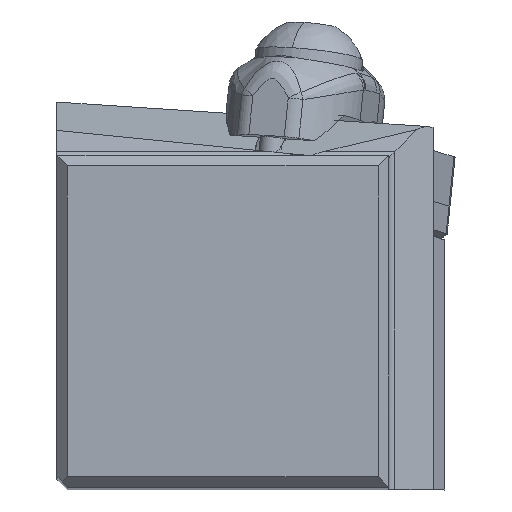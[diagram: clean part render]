
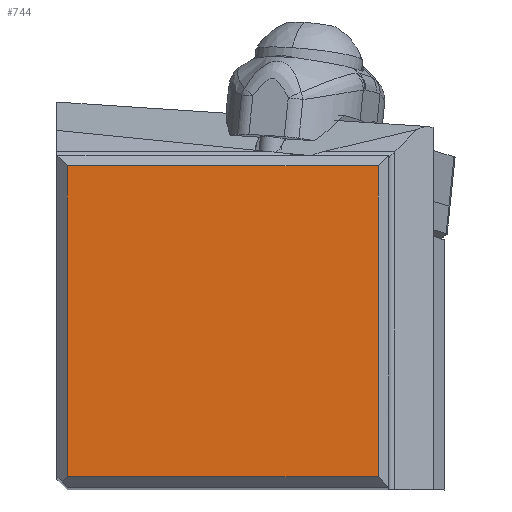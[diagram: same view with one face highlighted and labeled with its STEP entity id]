
A CAD part, top view. The second image highlights one B-rep face of the part: STEP entity #744.
In plain terms, the highlighted planar face has unit normal (0, 0, 1).
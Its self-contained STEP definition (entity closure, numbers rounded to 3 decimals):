
#490=FACE_OUTER_BOUND('',#1110,.T.);
#744=ADVANCED_FACE('',(#490),#997,.T.);
#997=PLANE('',#5078);
#1110=EDGE_LOOP('',(#1527,#1528,#1529,#1530));
#1527=ORIENTED_EDGE('',*,*,#3476,.F.);
#1528=ORIENTED_EDGE('',*,*,#3480,.T.);
#1529=ORIENTED_EDGE('',*,*,#3481,.T.);
#1530=ORIENTED_EDGE('',*,*,#3479,.F.);
#2949=VERTEX_POINT('',#7047);
#2950=VERTEX_POINT('',#7049);
#2951=VERTEX_POINT('',#7053);
#2952=VERTEX_POINT('',#7057);
#3476=EDGE_CURVE('',#2949,#2950,#4521,.T.);
#3479=EDGE_CURVE('',#2950,#2951,#4524,.T.);
#3480=EDGE_CURVE('',#2949,#2952,#4525,.T.);
#3481=EDGE_CURVE('',#2952,#2951,#4526,.T.);
#4521=LINE('',#7048,#4773);
#4524=LINE('',#7054,#4776);
#4525=LINE('',#7056,#4777);
#4526=LINE('',#7058,#4778);
#4773=VECTOR('',#5741,1.);
#4776=VECTOR('',#5746,1.);
#4777=VECTOR('',#5749,1.);
#4778=VECTOR('',#5750,1.);
#5078=AXIS2_PLACEMENT_3D('',#7059,#5751,#5752);
#5741=DIRECTION('',(1.,0.,0.));
#5746=DIRECTION('',(0.,-1.,0.));
#5749=DIRECTION('',(0.,-1.,0.));
#5750=DIRECTION('',(1.,0.,0.));
#5751=DIRECTION('',(0.,0.,1.));
#5752=DIRECTION('',(1.,0.,0.));
#7047=CARTESIAN_POINT('',(1.,30.75,0.));
#7048=CARTESIAN_POINT('',(1.,30.75,0.));
#7049=CARTESIAN_POINT('',(30.75,30.75,0.));
#7053=CARTESIAN_POINT('',(30.75,1.,0.));
#7054=CARTESIAN_POINT('',(30.75,30.75,0.));
#7056=CARTESIAN_POINT('',(1.,30.75,0.));
#7057=CARTESIAN_POINT('',(1.,1.,0.));
#7058=CARTESIAN_POINT('',(1.,1.,0.));
#7059=CARTESIAN_POINT('',(15.875,15.875,0.));
